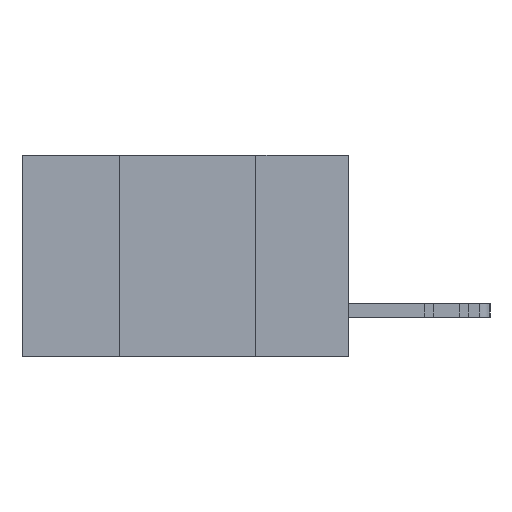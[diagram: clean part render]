
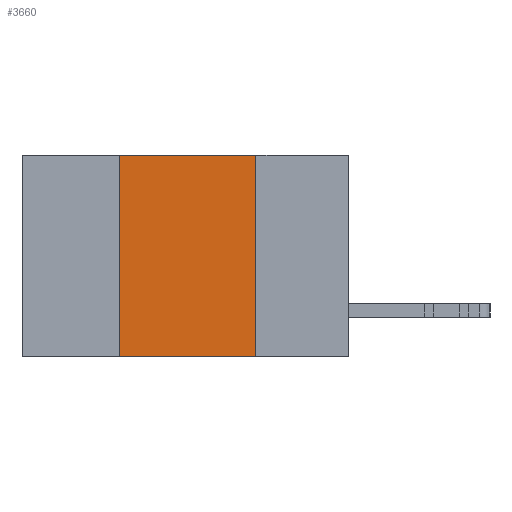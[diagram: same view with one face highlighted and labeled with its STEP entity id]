
A CAD part, left-side view. The second image highlights one B-rep face of the part: STEP entity #3660.
In plain terms, the highlighted planar face has unit normal (-1, 0, 0).
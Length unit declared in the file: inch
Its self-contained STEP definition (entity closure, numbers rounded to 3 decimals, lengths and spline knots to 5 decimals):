
#213 = LINE ( 'NONE', #3012, #19105 ) ;
#293 = AXIS2_PLACEMENT_3D ( 'NONE', #26265, #7899, #13939 ) ;
#2405 = CARTESIAN_POINT ( 'NONE',  ( 0., 0.17, 0. ) ) ;
#3012 = CARTESIAN_POINT ( 'NONE',  ( 0., 0.6, 0. ) ) ;
#3650 = LINE ( 'NONE', #7966, #21043 ) ;
#3660 = ADVANCED_FACE ( 'NONE', ( #8535 ), #25821, .F. ) ;
#4730 = CARTESIAN_POINT ( 'NONE',  ( 0., 0.42, 0. ) ) ;
#5436 = DIRECTION ( 'NONE',  ( 0., -1., 0. ) ) ;
#7144 = EDGE_CURVE ( 'NONE', #24795, #22897, #14528, .T. ) ;
#7182 = VECTOR ( 'NONE', #31019, 39.37008 ) ;
#7899 = DIRECTION ( 'NONE',  ( 1., 0., 0. ) ) ;
#7966 = CARTESIAN_POINT ( 'NONE',  ( 0., 0.42, 0. ) ) ;
#8177 = VECTOR ( 'NONE', #21416, 39.37008 ) ;
#8535 = FACE_OUTER_BOUND ( 'NONE', #29524, .T. ) ;
#8781 = EDGE_CURVE ( 'NONE', #14051, #10367, #3650, .T. ) ;
#10367 = VERTEX_POINT ( 'NONE', #4730 ) ;
#13661 = CARTESIAN_POINT ( 'NONE',  ( 0., 0.17, -0.37 ) ) ;
#13939 = DIRECTION ( 'NONE',  ( 0., 0., -1. ) ) ;
#14051 = VERTEX_POINT ( 'NONE', #25890 ) ;
#14528 = LINE ( 'NONE', #25958, #7182 ) ;
#15222 = ORIENTED_EDGE ( 'NONE', *, *, #23342, .F. ) ;
#17863 = ORIENTED_EDGE ( 'NONE', *, *, #7144, .F. ) ;
#17955 = EDGE_CURVE ( 'NONE', #14051, #22897, #27978, .T. ) ;
#18711 = ORIENTED_EDGE ( 'NONE', *, *, #8781, .F. ) ;
#19105 = VECTOR ( 'NONE', #5436, 39.37008 ) ;
#20455 = DIRECTION ( 'NONE',  ( 0., 0., 1. ) ) ;
#21043 = VECTOR ( 'NONE', #20455, 39.37008 ) ;
#21416 = DIRECTION ( 'NONE',  ( 0., -1., 0. ) ) ;
#22897 = VERTEX_POINT ( 'NONE', #13661 ) ;
#23342 = EDGE_CURVE ( 'NONE', #10367, #24795, #213, .T. ) ;
#24795 = VERTEX_POINT ( 'NONE', #2405 ) ;
#25821 = PLANE ( 'NONE',  #293 ) ;
#25890 = CARTESIAN_POINT ( 'NONE',  ( 0., 0.42, -0.37 ) ) ;
#25958 = CARTESIAN_POINT ( 'NONE',  ( 0., 0.17, 0. ) ) ;
#26265 = CARTESIAN_POINT ( 'NONE',  ( 0., 0.6, 0. ) ) ;
#27978 = LINE ( 'NONE', #31323, #8177 ) ;
#29524 = EDGE_LOOP ( 'NONE', ( #17863, #15222, #18711, #29584 ) ) ;
#29584 = ORIENTED_EDGE ( 'NONE', *, *, #17955, .T. ) ;
#31019 = DIRECTION ( 'NONE',  ( 0., 0., -1. ) ) ;
#31323 = CARTESIAN_POINT ( 'NONE',  ( 0., 0.6, -0.37 ) ) ;
